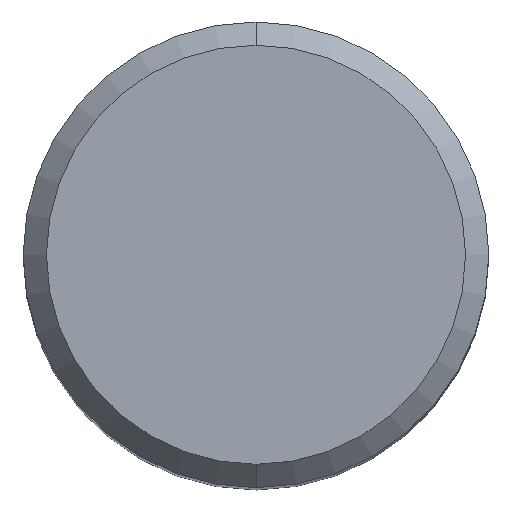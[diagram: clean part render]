
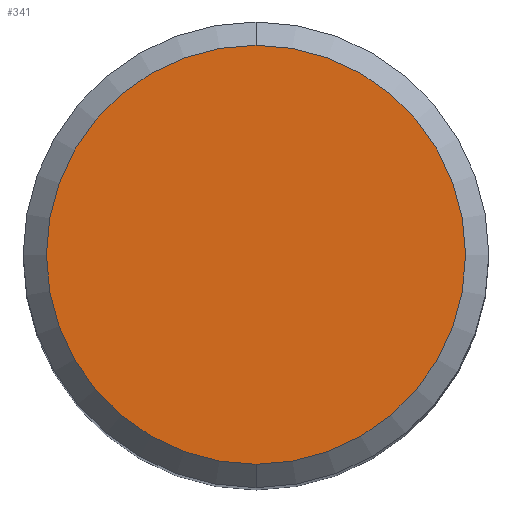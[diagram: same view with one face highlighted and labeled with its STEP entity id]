
A CAD part, top view. The second image highlights one B-rep face of the part: STEP entity #341.
In plain terms, the highlighted planar face has unit normal (0, 0, 1).
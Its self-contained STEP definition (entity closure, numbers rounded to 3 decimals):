
#255=EDGE_CURVE('',#345,#265,#552,.T.);
#265=VERTEX_POINT('',#563);
#323=EDGE_CURVE('',#265,#345,#628,.T.);
#341=ADVANCED_FACE('',(#649),#650,.T.);
#345=VERTEX_POINT('',#654);
#552=CIRCLE('',#936,7.2);
#563=CARTESIAN_POINT('',(0.,-7.2,0.0));
#628=CIRCLE('',#1125,7.2);
#649=FACE_OUTER_BOUND('',#1177,.T.);
#650=PLANE('',#1178);
#654=CARTESIAN_POINT('',(0.0,7.2,0.0));
#936=AXIS2_PLACEMENT_3D('',#1521,#1522,#1523);
#1125=AXIS2_PLACEMENT_3D('',#1613,#1614,#1615);
#1177=EDGE_LOOP('',(#1661,#1662));
#1178=AXIS2_PLACEMENT_3D('',#1663,#1664,#1665);
#1521=CARTESIAN_POINT('',(0.0,0.0,0.0));
#1522=DIRECTION('',(0.0,0.0,-1.0));
#1523=DIRECTION('',(0.0,1.0,0.0));
#1613=CARTESIAN_POINT('',(0.0,0.0,0.0));
#1614=DIRECTION('',(0.0,0.0,-1.0));
#1615=DIRECTION('',(0.0,1.0,0.0));
#1661=ORIENTED_EDGE('',*,*,#255,.F.);
#1662=ORIENTED_EDGE('',*,*,#323,.F.);
#1663=CARTESIAN_POINT('',(0.0,3.6,0.0));
#1664=DIRECTION('',(-0.0,0.0,1.0));
#1665=DIRECTION('',(0.0,-1.0,0.0));
